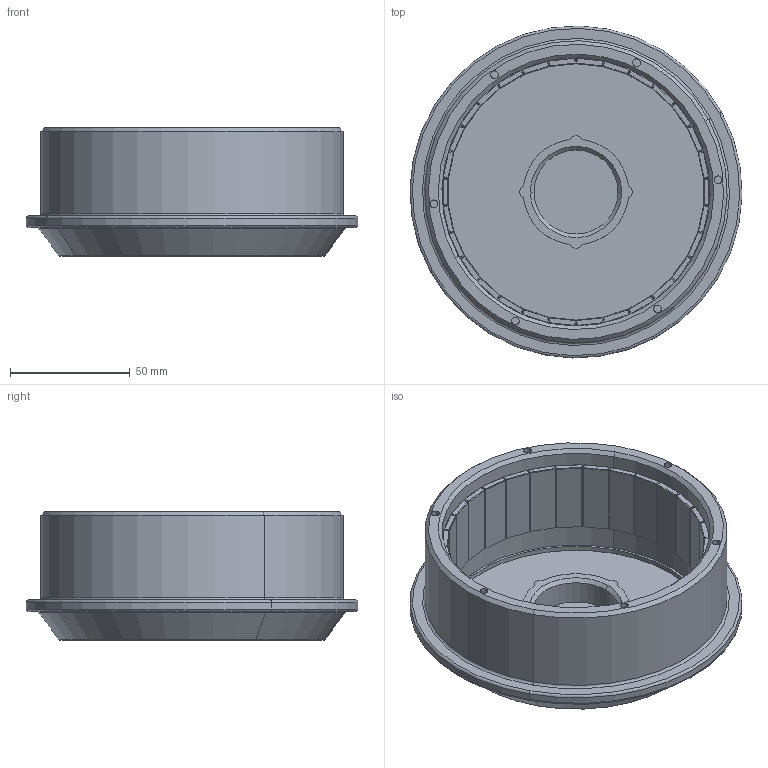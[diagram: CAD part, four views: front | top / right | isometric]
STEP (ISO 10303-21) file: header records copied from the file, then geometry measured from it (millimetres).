
FILE_DESCRIPTION(('CATIA V5 STEP Exchange'),'2;1');
FILE_NAME('motor_bell.stp','2018-11-17T18:28:39+00:00',('none'),('none'),'CATIA Version 5 Release 17 (IN-10)','CATIA V5 STEP AP203','none');
FILE_SCHEMA(('CONFIG_CONTROL_DESIGN'));
Length unit declared in the file: millimetre
Products named in the file (1): motor_bell
Bounding box: 138.36 x 138.36 x 53.6 mm (x, y, z)
Volume: 195707.4 mm3; surface area: 95216.7 mm2
Topology: 31 solids, 31 shells, 674 faces, 1548 edges, 830 vertices
Faces by surface type: cylinder 320, plane 216, sphere 120, torus 10, cone 8
Entity records: 16521 total; most frequent: ORIENTED_EDGE 2856, CARTESIAN_POINT 2800, DIRECTION 2510, EDGE_CURVE 1428, AXIS2_PLACEMENT_3D 1222, VERTEX_POINT 830, VECTOR 748, LINE 748
